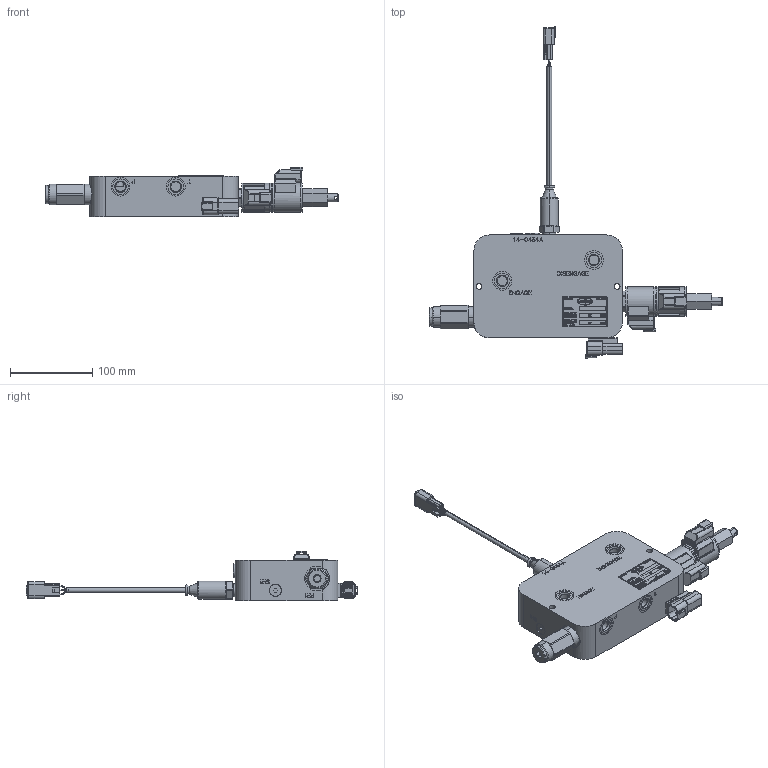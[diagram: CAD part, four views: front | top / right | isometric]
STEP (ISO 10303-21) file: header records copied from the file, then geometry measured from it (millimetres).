
FILE_DESCRIPTION (( 'STEP AP214' ), '1' );
FILE_NAME ('PX1033934A.STEP', '2018-06-08T17:30:12', ( '' ), ( '' ), 'SwSTEP 2.0', 'SolidWorks 2015', '' );
FILE_SCHEMA (( 'AUTOMOTIVE_DESIGN' ));
Length unit declared in the file: inch
Products named in the file (1): PX1033934A
Bounding box: 357.78 x 404.68 x 60.22 mm (x, y, z)
Surface area: 129057.3 mm2 (no closed solid volume)
Topology: 0 solids, 53 shells, 997 faces, 5729 edges, 4754 vertices
Faces by surface type: plane 532, cylinder 289, bspline 81, cone 73, torus 20, sphere 2
Entity records: 77196 total; most frequent: CARTESIAN_POINT 21766, ORIENTED_EDGE 8194, DIRECTION 7748, EDGE_CURVE 5717, VERTEX_POINT 4754, VECTOR 4018, LINE 4018, AXIS2_PLACEMENT_3D 1865
